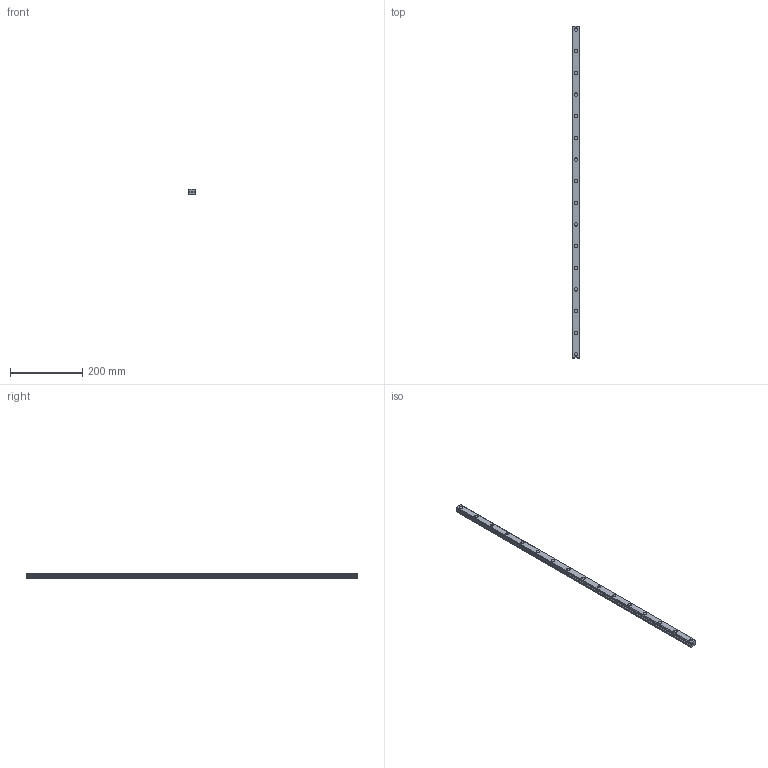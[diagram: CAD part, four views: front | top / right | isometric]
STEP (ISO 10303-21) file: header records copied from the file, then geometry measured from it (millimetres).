
FILE_DESCRIPTION(('STEP AP214'),'1');
FILE_NAME('cctmp_41764278-4632-4113-A780-5CE23391A19E_2021_02_03_14_01_29_0867..stp','2021-02-03T13:01:30',('HIWIN GmbH'),('CADClick - www.CADClick.com'),'Spatial InterOp 3D',' ','unknown authorization');
FILE_SCHEMA(('AUTOMOTIVE_DESIGN'));
Length unit declared in the file: millimetre
Products named in the file (1): EGR20R920C_FILE
Bounding box: 20 x 920 x 15.5 mm (x, y, z)
Volume: 246402.5 mm3; surface area: 74241.3 mm2
Topology: 1 solids, 1 shells, 295 faces, 707 edges, 450 vertices
Faces by surface type: plane 181, cylinder 114
Entity records: 10965 total; most frequent: DIRECTION 1591, CARTESIAN_POINT 1453, ORIENTED_EDGE 1414, EDGE_CURVE 707, AXIS2_PLACEMENT_3D 588, VERTEX_POINT 450, LINE 415, VECTOR 415
